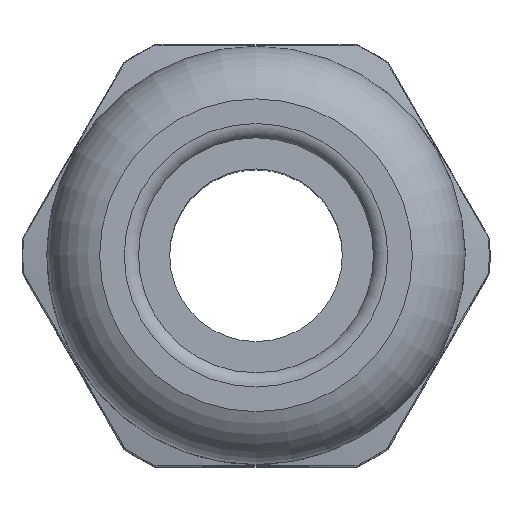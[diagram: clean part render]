
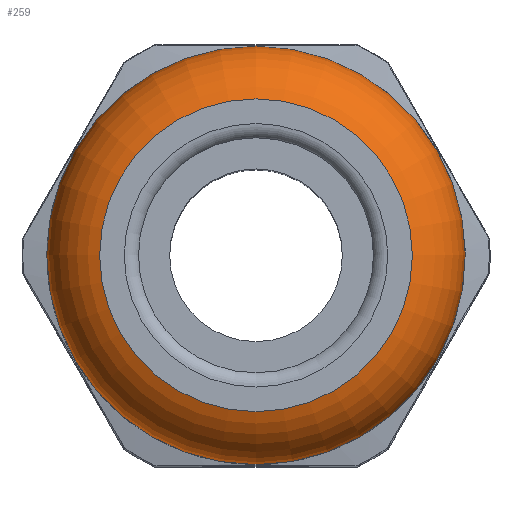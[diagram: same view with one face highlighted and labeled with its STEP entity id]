
A CAD part, top view. The second image highlights one B-rep face of the part: STEP entity #259.
In plain terms, the highlighted toroidal (fillet/blend) face has major radius 6.9 mm and minor radius 4 mm.
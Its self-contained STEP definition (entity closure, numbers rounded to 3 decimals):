
#197=TOROIDAL_SURFACE('',#1417,6.9,4.);
#214=FACE_BOUND('',#424,.T.);
#215=FACE_BOUND('',#425,.T.);
#259=ADVANCED_FACE('',(#214,#215),#197,.T.);
#424=EDGE_LOOP('',(#676));
#425=EDGE_LOOP('',(#677));
#586=CIRCLE('',#1415,10.9);
#587=CIRCLE('',#1416,8.15);
#676=ORIENTED_EDGE('',*,*,#1193,.F.);
#677=ORIENTED_EDGE('',*,*,#1194,.T.);
#1054=VERTEX_POINT('',#2101);
#1055=VERTEX_POINT('',#2103);
#1193=EDGE_CURVE('',#1054,#1054,#586,.T.);
#1194=EDGE_CURVE('',#1055,#1055,#587,.T.);
#1415=AXIS2_PLACEMENT_3D('',#2100,#1575,#1576);
#1416=AXIS2_PLACEMENT_3D('',#2102,#1577,#1578);
#1417=AXIS2_PLACEMENT_3D('',#2104,#1579,#1580);
#1575=DIRECTION('',(0.,0.,-1.));
#1576=DIRECTION('',(0.,1.,0.));
#1577=DIRECTION('',(0.,0.,-1.));
#1578=DIRECTION('',(0.,1.,0.));
#1579=DIRECTION('',(0.,0.,-1.));
#1580=DIRECTION('',(0.,-1.,0.));
#2100=CARTESIAN_POINT('',(0.,0.,20.2));
#2101=CARTESIAN_POINT('',(0.,10.9,20.2));
#2102=CARTESIAN_POINT('',(0.,0.,24.));
#2103=CARTESIAN_POINT('',(0.,8.15,24.));
#2104=CARTESIAN_POINT('',(0.,0.,20.2));
